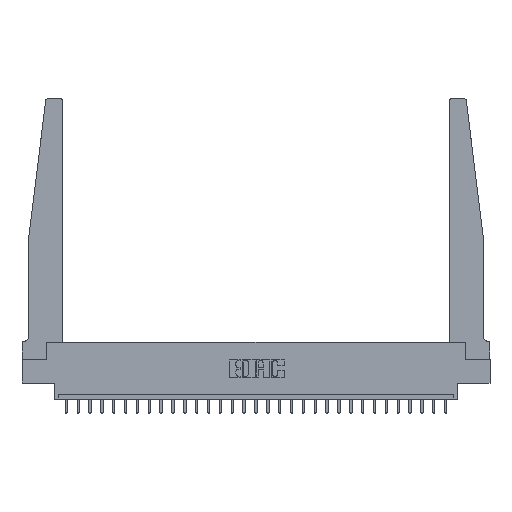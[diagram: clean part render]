
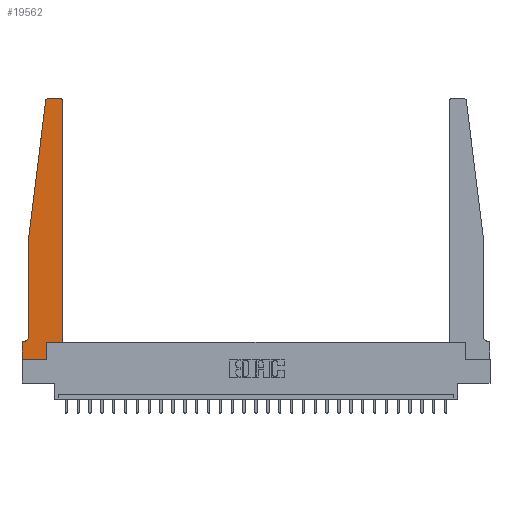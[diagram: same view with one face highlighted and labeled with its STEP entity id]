
A CAD part, top view. The second image highlights one B-rep face of the part: STEP entity #19562.
In plain terms, the highlighted planar face has unit normal (0, 0, 1).
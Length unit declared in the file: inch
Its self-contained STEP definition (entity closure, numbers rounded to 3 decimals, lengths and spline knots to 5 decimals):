
#671 = VERTEX_POINT ( 'NONE', #20920 ) ;
#880 = CIRCLE ( 'NONE', #15716, 0.03 ) ;
#1171 = ORIENTED_EDGE ( 'NONE', *, *, #3525, .T. ) ;
#1324 = LINE ( 'NONE', #13752, #24258 ) ;
#1550 = PLANE ( 'NONE',  #14033 ) ;
#1569 = VECTOR ( 'NONE', #20652, 39.37008 ) ;
#2229 = VECTOR ( 'NONE', #10799, 39.37008 ) ;
#2262 = DIRECTION ( 'NONE',  ( 0., -1., 0. ) ) ;
#2290 = ORIENTED_EDGE ( 'NONE', *, *, #15490, .T. ) ;
#2689 = VECTOR ( 'NONE', #19246, 39.37008 ) ;
#3185 = EDGE_CURVE ( 'NONE', #15664, #21131, #26742, .T. ) ;
#3398 = VERTEX_POINT ( 'NONE', #5616 ) ;
#3525 = EDGE_CURVE ( 'NONE', #3398, #17228, #21300, .T. ) ;
#3575 = VERTEX_POINT ( 'NONE', #8994 ) ;
#3702 = ORIENTED_EDGE ( 'NONE', *, *, #6884, .T. ) ;
#3950 = CARTESIAN_POINT ( 'NONE',  ( 0.2605, 0.18, 0.37 ) ) ;
#3985 = DIRECTION ( 'NONE',  ( -1., 0., 0. ) ) ;
#4611 = EDGE_CURVE ( 'NONE', #3575, #15664, #23526, .T. ) ;
#4910 = ORIENTED_EDGE ( 'NONE', *, *, #15611, .T. ) ;
#5140 = DIRECTION ( 'NONE',  ( 0., 1., 0. ) ) ;
#5307 = DIRECTION ( 'NONE',  ( 0., -1., 0. ) ) ;
#5616 = CARTESIAN_POINT ( 'NONE',  ( 0.24675, 2.72367, 0.37 ) ) ;
#6008 = EDGE_CURVE ( 'NONE', #17228, #3575, #20998, .T. ) ;
#6884 = EDGE_CURVE ( 'NONE', #12890, #12499, #8353, .T. ) ;
#7047 = LINE ( 'NONE', #19479, #7724 ) ;
#7274 = DIRECTION ( 'NONE',  ( 0., 0., 1. ) ) ;
#7724 = VECTOR ( 'NONE', #5140, 39.37008 ) ;
#8104 = DIRECTION ( 'NONE',  ( 1., 0., 0. ) ) ;
#8284 = CARTESIAN_POINT ( 'NONE',  ( 0.065, 1.25, 0.37 ) ) ;
#8353 = LINE ( 'NONE', #22455, #1569 ) ;
#8684 = AXIS2_PLACEMENT_3D ( 'NONE', #11704, #20179, #19914 ) ;
#8860 = CARTESIAN_POINT ( 'NONE',  ( 0.27653, 2.75, 0.37 ) ) ;
#8890 = CIRCLE ( 'NONE', #14110, 0.03 ) ;
#8994 = CARTESIAN_POINT ( 'NONE',  ( 0.065, 0.2375, 0.37 ) ) ;
#9001 = ORIENTED_EDGE ( 'NONE', *, *, #23729, .T. ) ;
#9737 = EDGE_CURVE ( 'NONE', #12499, #9741, #7047, .T. ) ;
#9741 = VERTEX_POINT ( 'NONE', #23599 ) ;
#9777 = DIRECTION ( 'NONE',  ( 0., 0., 1. ) ) ;
#10598 = EDGE_LOOP ( 'NONE', ( #4910, #2290, #1171, #25487, #19504, #12194, #12730, #11586, #9001, #3702, #26685, #17123 ) ) ;
#10704 = VECTOR ( 'NONE', #21910, 39.37008 ) ;
#10799 = DIRECTION ( 'NONE',  ( -1., 0., 0. ) ) ;
#11107 = VERTEX_POINT ( 'NONE', #19515 ) ;
#11586 = ORIENTED_EDGE ( 'NONE', *, *, #24863, .T. ) ;
#11704 = CARTESIAN_POINT ( 'NONE',  ( 0.015, 0.2375, 0.37 ) ) ;
#12018 = VECTOR ( 'NONE', #2262, 39.37008 ) ;
#12119 = CARTESIAN_POINT ( 'NONE',  ( 0., 0.1875, 0.37 ) ) ;
#12134 = LINE ( 'NONE', #3950, #19012 ) ;
#12194 = ORIENTED_EDGE ( 'NONE', *, *, #3185, .T. ) ;
#12297 = LINE ( 'NONE', #22722, #13975 ) ;
#12499 = VERTEX_POINT ( 'NONE', #21384 ) ;
#12730 = ORIENTED_EDGE ( 'NONE', *, *, #25175, .T. ) ;
#12890 = VERTEX_POINT ( 'NONE', #26115 ) ;
#13752 = CARTESIAN_POINT ( 'NONE',  ( 0., 0., 0.37 ) ) ;
#13975 = VECTOR ( 'NONE', #3985, 39.37008 ) ;
#14033 = AXIS2_PLACEMENT_3D ( 'NONE', #26853, #26442, #8104 ) ;
#14110 = AXIS2_PLACEMENT_3D ( 'NONE', #18107, #9777, #16323 ) ;
#15490 = EDGE_CURVE ( 'NONE', #26655, #3398, #880, .T. ) ;
#15611 = EDGE_CURVE ( 'NONE', #671, #26655, #12297, .T. ) ;
#15664 = VERTEX_POINT ( 'NONE', #25312 ) ;
#15716 = AXIS2_PLACEMENT_3D ( 'NONE', #16006, #7274, #19843 ) ;
#16006 = CARTESIAN_POINT ( 'NONE',  ( 0.27653, 2.72, 0.37 ) ) ;
#16323 = DIRECTION ( 'NONE',  ( 1., 0., 0. ) ) ;
#16646 = CARTESIAN_POINT ( 'NONE',  ( 0.065, 1.25, 0.37 ) ) ;
#17123 = ORIENTED_EDGE ( 'NONE', *, *, #21489, .T. ) ;
#17228 = VERTEX_POINT ( 'NONE', #23643 ) ;
#17245 = LINE ( 'NONE', #19436, #10704 ) ;
#18107 = CARTESIAN_POINT ( 'NONE',  ( 0.395, 2.72, 0.37 ) ) ;
#18482 = FACE_OUTER_BOUND ( 'NONE', #10598, .T. ) ;
#18685 = DIRECTION ( 'NONE',  ( 0., 1., 0. ) ) ;
#19012 = VECTOR ( 'NONE', #18685, 39.37008 ) ;
#19123 = VERTEX_POINT ( 'NONE', #26620 ) ;
#19246 = DIRECTION ( 'NONE',  ( -0.122, -0.992, 0. ) ) ;
#19436 = CARTESIAN_POINT ( 'NONE',  ( 0., 0., 0.37 ) ) ;
#19479 = CARTESIAN_POINT ( 'NONE',  ( 0.425, 0.18, 0.37 ) ) ;
#19504 = ORIENTED_EDGE ( 'NONE', *, *, #4611, .T. ) ;
#19515 = CARTESIAN_POINT ( 'NONE',  ( 0., 0., 0.37 ) ) ;
#19562 = ADVANCED_FACE ( 'NONE', ( #18482 ), #1550, .T. ) ;
#19843 = DIRECTION ( 'NONE',  ( 1., 0., 0. ) ) ;
#19914 = DIRECTION ( 'NONE',  ( -1., 0., 0. ) ) ;
#20179 = DIRECTION ( 'NONE',  ( 0., 0., -1. ) ) ;
#20652 = DIRECTION ( 'NONE',  ( 1., 0., 0. ) ) ;
#20920 = CARTESIAN_POINT ( 'NONE',  ( 0.395, 2.75, 0.37 ) ) ;
#20998 = LINE ( 'NONE', #8284, #12018 ) ;
#21131 = VERTEX_POINT ( 'NONE', #12119 ) ;
#21300 = LINE ( 'NONE', #16646, #2689 ) ;
#21384 = CARTESIAN_POINT ( 'NONE',  ( 0.425, 0.18, 0.37 ) ) ;
#21489 = EDGE_CURVE ( 'NONE', #9741, #671, #8890, .T. ) ;
#21910 = DIRECTION ( 'NONE',  ( 1., 0., 0. ) ) ;
#22455 = CARTESIAN_POINT ( 'NONE',  ( 0.425, 0.18, 0.37 ) ) ;
#22722 = CARTESIAN_POINT ( 'NONE',  ( 0.25, 2.75, 0.37 ) ) ;
#23257 = CARTESIAN_POINT ( 'NONE',  ( 0.065, 0.1875, 0.37 ) ) ;
#23526 = CIRCLE ( 'NONE', #8684, 0.05 ) ;
#23599 = CARTESIAN_POINT ( 'NONE',  ( 0.425, 2.72, 0.37 ) ) ;
#23643 = CARTESIAN_POINT ( 'NONE',  ( 0.065, 1.25, 0.37 ) ) ;
#23729 = EDGE_CURVE ( 'NONE', #19123, #12890, #12134, .T. ) ;
#24258 = VECTOR ( 'NONE', #5307, 39.37008 ) ;
#24863 = EDGE_CURVE ( 'NONE', #11107, #19123, #17245, .T. ) ;
#25175 = EDGE_CURVE ( 'NONE', #21131, #11107, #1324, .T. ) ;
#25312 = CARTESIAN_POINT ( 'NONE',  ( 0.015, 0.1875, 0.37 ) ) ;
#25487 = ORIENTED_EDGE ( 'NONE', *, *, #6008, .T. ) ;
#26115 = CARTESIAN_POINT ( 'NONE',  ( 0.2605, 0.18, 0.37 ) ) ;
#26442 = DIRECTION ( 'NONE',  ( 0., 0., 1. ) ) ;
#26620 = CARTESIAN_POINT ( 'NONE',  ( 0.2605, 0., 0.37 ) ) ;
#26655 = VERTEX_POINT ( 'NONE', #8860 ) ;
#26685 = ORIENTED_EDGE ( 'NONE', *, *, #9737, .T. ) ;
#26742 = LINE ( 'NONE', #23257, #2229 ) ;
#26853 = CARTESIAN_POINT ( 'NONE',  ( 0., 0.1875, 0.37 ) ) ;
